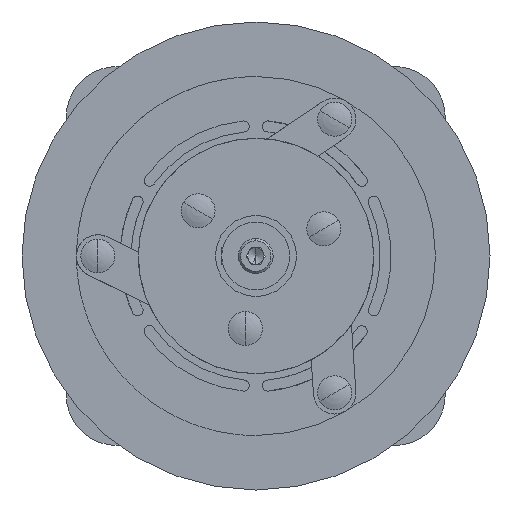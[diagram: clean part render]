
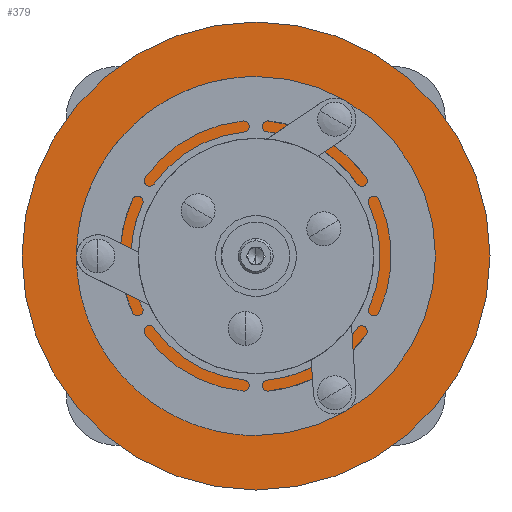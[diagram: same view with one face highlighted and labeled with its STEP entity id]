
A CAD part, left-side view. The second image highlights one B-rep face of the part: STEP entity #379.
In plain terms, the highlighted planar face has unit normal (-1, 0, 0).
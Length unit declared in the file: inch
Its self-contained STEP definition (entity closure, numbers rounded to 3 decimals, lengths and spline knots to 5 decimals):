
#225 = CARTESIAN_POINT ( 'NONE',  ( -1.452, 0., 1.7325 ) ) ;
#379 = ADVANCED_FACE ( 'NONE', ( #3688, #7906 ), #11843, .T. ) ;
#537 = CIRCLE ( 'NONE', #4198, 1.7325 ) ;
#683 = EDGE_CURVE ( 'NONE', #2389, #6486, #11363, .T. ) ;
#921 = ORIENTED_EDGE ( 'NONE', *, *, #8329, .F. ) ;
#1143 = DIRECTION ( 'NONE',  ( 1., 0., 0. ) ) ;
#1845 = DIRECTION ( 'NONE',  ( -1., 0., 0. ) ) ;
#2014 = ORIENTED_EDGE ( 'NONE', *, *, #9959, .F. ) ;
#2092 = CARTESIAN_POINT ( 'NONE',  ( -1.452, 0., 0. ) ) ;
#2389 = VERTEX_POINT ( 'NONE', #6365 ) ;
#2437 = DIRECTION ( 'NONE',  ( 0., 0., -1. ) ) ;
#2495 = CARTESIAN_POINT ( 'NONE',  ( -1.452, 0., 3.44456 ) ) ;
#2541 = AXIS2_PLACEMENT_3D ( 'NONE', #5211, #9754, #2437 ) ;
#2584 = CARTESIAN_POINT ( 'NONE',  ( -1.452, 0., 0. ) ) ;
#3379 = DIRECTION ( 'NONE',  ( 0., 0., 1. ) ) ;
#3688 = FACE_OUTER_BOUND ( 'NONE', #5661, .T. ) ;
#3963 = VERTEX_POINT ( 'NONE', #9420 ) ;
#4198 = AXIS2_PLACEMENT_3D ( 'NONE', #2092, #8425, #3379 ) ;
#4207 = AXIS2_PLACEMENT_3D ( 'NONE', #2584, #6248, #9899 ) ;
#4233 = AXIS2_PLACEMENT_3D ( 'NONE', #9374, #1143, #4834 ) ;
#4834 = DIRECTION ( 'NONE',  ( 0., 0., -1. ) ) ;
#4951 = EDGE_CURVE ( 'NONE', #3963, #10593, #537, .T. ) ;
#5211 = CARTESIAN_POINT ( 'NONE',  ( -1.452, 0., 0. ) ) ;
#5661 = EDGE_LOOP ( 'NONE', ( #6070, #2014 ) ) ;
#5980 = ORIENTED_EDGE ( 'NONE', *, *, #4951, .F. ) ;
#6070 = ORIENTED_EDGE ( 'NONE', *, *, #683, .F. ) ;
#6248 = DIRECTION ( 'NONE',  ( -1., 0., 0. ) ) ;
#6365 = CARTESIAN_POINT ( 'NONE',  ( -1.452, 0., -3.44456 ) ) ;
#6486 = VERTEX_POINT ( 'NONE', #2495 ) ;
#7906 = FACE_BOUND ( 'NONE', #10266, .T. ) ;
#8329 = EDGE_CURVE ( 'NONE', #10593, #3963, #9371, .T. ) ;
#8425 = DIRECTION ( 'NONE',  ( -1., 0., 0. ) ) ;
#8484 = AXIS2_PLACEMENT_3D ( 'NONE', #10771, #1845, #10989 ) ;
#9371 = CIRCLE ( 'NONE', #4207, 1.7325 ) ;
#9374 = CARTESIAN_POINT ( 'NONE',  ( -1.452, 0., 0. ) ) ;
#9393 = CIRCLE ( 'NONE', #4233, 3.44456 ) ;
#9420 = CARTESIAN_POINT ( 'NONE',  ( -1.452, 0., -1.7325 ) ) ;
#9754 = DIRECTION ( 'NONE',  ( 1., 0., 0. ) ) ;
#9899 = DIRECTION ( 'NONE',  ( 0., 0., 1. ) ) ;
#9959 = EDGE_CURVE ( 'NONE', #6486, #2389, #9393, .T. ) ;
#10266 = EDGE_LOOP ( 'NONE', ( #921, #5980 ) ) ;
#10593 = VERTEX_POINT ( 'NONE', #225 ) ;
#10771 = CARTESIAN_POINT ( 'NONE',  ( -1.452, 3.44456, 0. ) ) ;
#10989 = DIRECTION ( 'NONE',  ( 0., 0., 1. ) ) ;
#11363 = CIRCLE ( 'NONE', #2541, 3.44456 ) ;
#11843 = PLANE ( 'NONE',  #8484 ) ;
